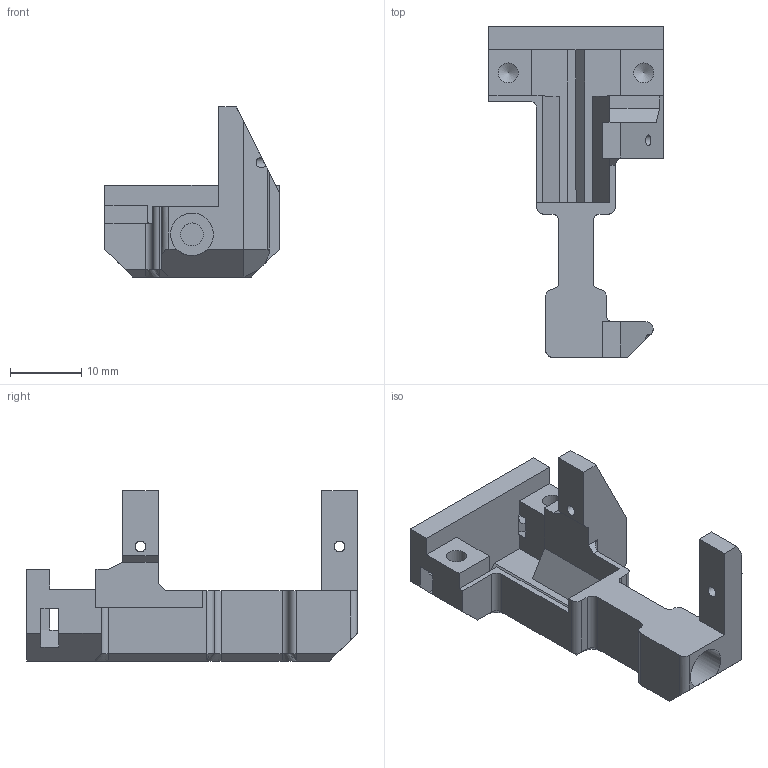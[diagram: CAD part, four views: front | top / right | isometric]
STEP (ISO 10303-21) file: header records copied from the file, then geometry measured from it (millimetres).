
FILE_DESCRIPTION(/* description */ (''),/* implementation_level */ '2;1');
FILE_NAME(/* name */ 'BFPTouch_Main_Slim_M3_Nut.stp',/* time_stamp */ '2018-07-03T22:46:35-03:00',/* author */ ('bruno'),/* organization */ (''),/* preprocessor_version */ 'ST-DEVELOPER v17',/* originating_system */ 'Autodesk Inventor 2018',/* authorisation */ '');
FILE_SCHEMA (('AUTOMOTIVE_DESIGN { 1 0 10303 214 3 1 1 }'));
Length unit declared in the file: millimetre
Products named in the file (1): BFPTouch_Main_Slim_M3_Nut
Bounding box: 24.5 x 46.5 x 23.9 mm (x, y, z)
Volume: 4753.3 mm3; surface area: 4408.8 mm2
Topology: 1 solids, 1 shells, 111 faces, 328 edges, 210 vertices
Faces by surface type: plane 77, cylinder 21, cone 13
Full cylindrical faces by diameter (mm): 1.5 x2, 2.8 x2, 3.2 x3, 6 x1
Entity records: 3696 total; most frequent: ORIENTED_EDGE 644, CARTESIAN_POINT 644, DIRECTION 611, EDGE_CURVE 322, LINE 257, VECTOR 257, VERTEX_POINT 210, AXIS2_PLACEMENT_3D 177
